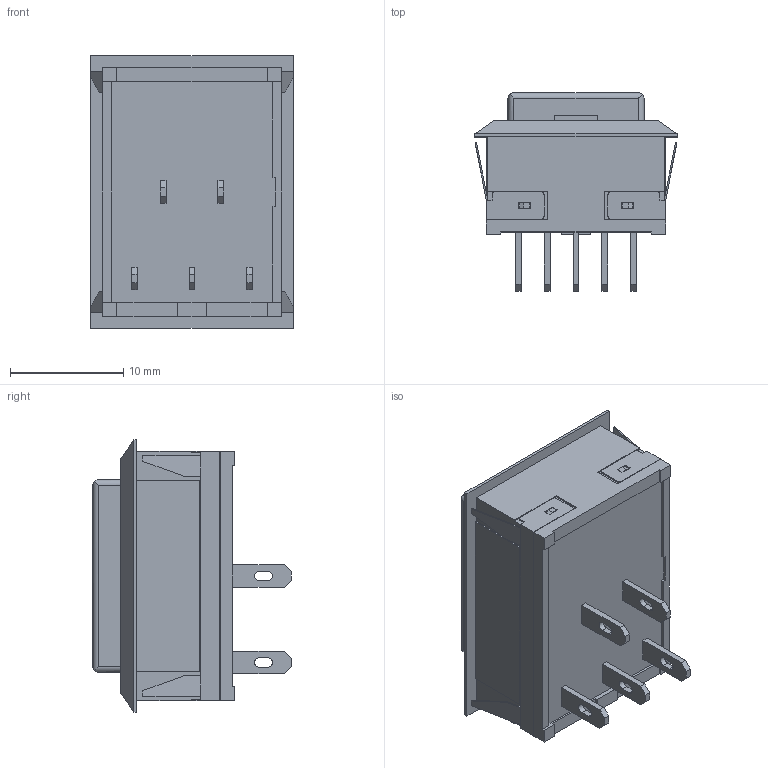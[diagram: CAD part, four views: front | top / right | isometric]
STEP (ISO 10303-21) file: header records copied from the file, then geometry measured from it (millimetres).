
FILE_DESCRIPTION(/* description */ ('UB_ill_body-Illuminated Pushbuttons - Series UB'),/* implementation_level */ '2;1');
FILE_NAME(/* name */ 'ELEC_Pushbutton_UB16NKG015F-NR.iam.step',/* time_stamp */ '2015-01-02T19:31:47-08:00',/* author */ ('Autodesk Inc.'),/* organization */ ('Autodesk Inc.'),/* preprocessor_version */ 'ST-DEVELOPER v15.6',/* originating_system */ 'Autodesk Inventor 2015',/* authorisation */ '');
FILE_SCHEMA (('AUTOMOTIVE_DESIGN { 1 0 10303 214 3 1 1 }'));
Length unit declared in the file: inch
Products named in the file (6): UB1NK_body_; UBG_solder_lug; UBNK_black_cap; UB5F_spot; UBNK_metal_; ELEC_Pushbutton_UB16NKG015F-NR
Assembly tree (10 placements, depth 2):
  ELEC_Pushbutton_UB16NKG015F-NR
    UB1NK_body_
    UBG_solder_lug  x5
    UBNK_black_cap
    UB5F_spot
    UBNK_metal_  x2
Bounding box: 17.81 x 17.5 x 24 mm (x, y, z)
Volume: 2979.8 mm3; surface area: 2970.9 mm2
Topology: 10 solids, 10 shells, 260 faces, 690 edges, 456 vertices
Faces by surface type: plane 226, cylinder 34
Entity records: 5534 total; most frequent: CARTESIAN_POINT 952, ORIENTED_EDGE 920, DIRECTION 876, EDGE_CURVE 460, LINE 420, VECTOR 420, VERTEX_POINT 304, AXIS2_PLACEMENT_3D 228
